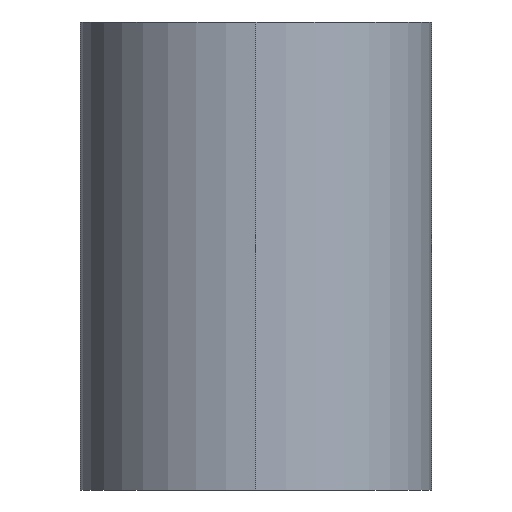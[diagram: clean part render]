
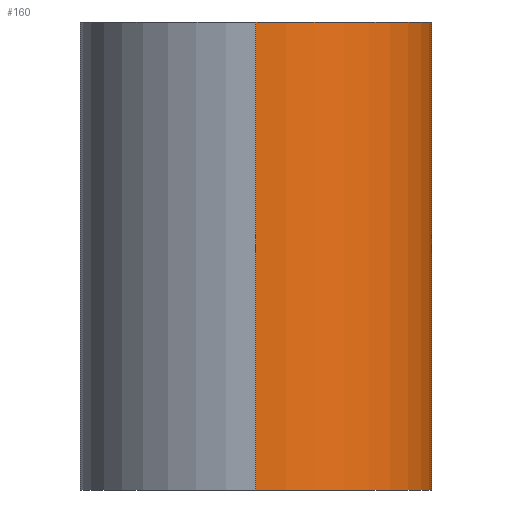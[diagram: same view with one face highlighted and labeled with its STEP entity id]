
A CAD part, left-side view. The second image highlights one B-rep face of the part: STEP entity #160.
In plain terms, the highlighted cylindrical face has radius 3 mm (diameter 6 mm), a partial arc.
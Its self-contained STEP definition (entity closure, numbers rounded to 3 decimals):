
#26 = ORIENTED_EDGE ( 'NONE', *, *, #885, .F. ) ;
#72 = CIRCLE ( 'NONE', #212, 3. ) ;
#74 = CIRCLE ( 'NONE', #246, 3. ) ;
#96 = DIRECTION ( 'NONE',  ( 0., 0., -1. ) ) ;
#101 = EDGE_LOOP ( 'NONE', ( #26, #224, #190, #173 ) ) ;
#137 = EDGE_CURVE ( 'NONE', #360, #818, #189, .T. ) ;
#146 = VECTOR ( 'NONE', #96, 1000. ) ;
#160 = ADVANCED_FACE ( 'NONE', ( #754 ), #432, .T. ) ;
#173 = ORIENTED_EDGE ( 'NONE', *, *, #137, .F. ) ;
#189 = LINE ( 'NONE', #657, #146 ) ;
#190 = ORIENTED_EDGE ( 'NONE', *, *, #492, .T. ) ;
#204 = CARTESIAN_POINT ( 'NONE',  ( -11., 0., 8. ) ) ;
#212 = AXIS2_PLACEMENT_3D ( 'NONE', #485, #962, #404 ) ;
#224 = ORIENTED_EDGE ( 'NONE', *, *, #326, .T. ) ;
#246 = AXIS2_PLACEMENT_3D ( 'NONE', #545, #479, #795 ) ;
#291 = CARTESIAN_POINT ( 'NONE',  ( -8., -3., 0. ) ) ;
#326 = EDGE_CURVE ( 'NONE', #1000, #433, #620, .T. ) ;
#358 = DIRECTION ( 'NONE',  ( 0., 0., -1. ) ) ;
#360 = VERTEX_POINT ( 'NONE', #406 ) ;
#404 = DIRECTION ( 'NONE',  ( 1., 0., 0. ) ) ;
#406 = CARTESIAN_POINT ( 'NONE',  ( -8., -3., 8. ) ) ;
#412 = CARTESIAN_POINT ( 'NONE',  ( -11., 0., 0. ) ) ;
#432 = CYLINDRICAL_SURFACE ( 'NONE', #628, 3. ) ;
#433 = VERTEX_POINT ( 'NONE', #412 ) ;
#471 = DIRECTION ( 'NONE',  ( 0., 0., -1. ) ) ;
#479 = DIRECTION ( 'NONE',  ( 0., 0., 1. ) ) ;
#485 = CARTESIAN_POINT ( 'NONE',  ( -8., 0., 0. ) ) ;
#492 = EDGE_CURVE ( 'NONE', #433, #818, #72, .T. ) ;
#545 = CARTESIAN_POINT ( 'NONE',  ( -8., 0., 8. ) ) ;
#620 = LINE ( 'NONE', #695, #740 ) ;
#628 = AXIS2_PLACEMENT_3D ( 'NONE', #822, #358, #978 ) ;
#657 = CARTESIAN_POINT ( 'NONE',  ( -8., -3., 8. ) ) ;
#695 = CARTESIAN_POINT ( 'NONE',  ( -11., 0., 8. ) ) ;
#740 = VECTOR ( 'NONE', #471, 1000. ) ;
#754 = FACE_OUTER_BOUND ( 'NONE', #101, .T. ) ;
#795 = DIRECTION ( 'NONE',  ( 1., 0., 0. ) ) ;
#818 = VERTEX_POINT ( 'NONE', #291 ) ;
#822 = CARTESIAN_POINT ( 'NONE',  ( -8., 0., 8. ) ) ;
#885 = EDGE_CURVE ( 'NONE', #1000, #360, #74, .T. ) ;
#962 = DIRECTION ( 'NONE',  ( 0., 0., 1. ) ) ;
#978 = DIRECTION ( 'NONE',  ( -1., 0., 0. ) ) ;
#1000 = VERTEX_POINT ( 'NONE', #204 ) ;
